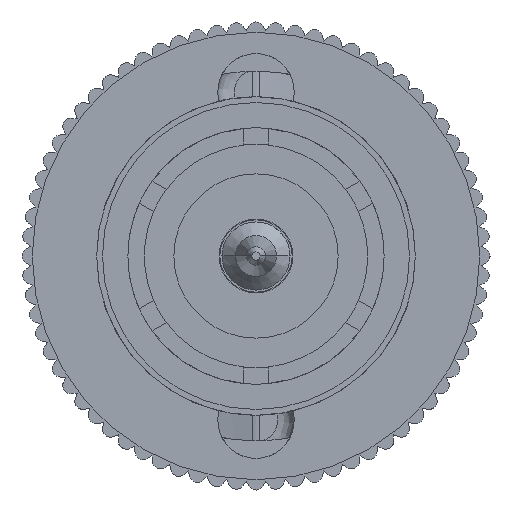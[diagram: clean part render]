
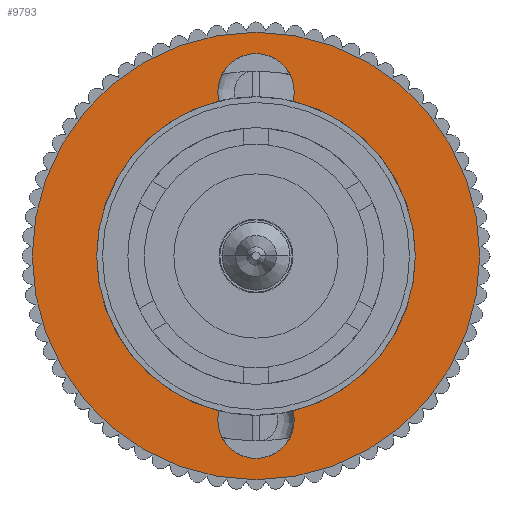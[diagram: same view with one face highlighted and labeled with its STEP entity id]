
A CAD part, front view. The second image highlights one B-rep face of the part: STEP entity #9793.
In plain terms, the highlighted face is planar.
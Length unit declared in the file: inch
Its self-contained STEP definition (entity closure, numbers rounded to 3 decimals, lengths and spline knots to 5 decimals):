
#4125 = CARTESIAN_POINT ( 'NONE',  ( -0.194, 0., 0. ) ) ;
#4155 = DIRECTION ( 'NONE',  ( 0., 0., 1. ) ) ;
#4156 = CARTESIAN_POINT ( 'NONE',  ( 0., 0., 0. ) ) ;
#4157 = AXIS2_PLACEMENT_3D ( 'NONE', #4156, #4155, #4206 ) ;
#4158 = CIRCLE ( 'NONE', #4157, 0.194 ) ;
#4165 = CARTESIAN_POINT ( 'NONE',  ( 0.194, 0., 0. ) ) ;
#4167 = CARTESIAN_POINT ( 'NONE',  ( 0.0451, -0.18868, 0. ) ) ;
#4206 = DIRECTION ( 'NONE',  ( 1., 0., 0. ) ) ;
#4234 = CARTESIAN_POINT ( 'NONE',  ( 0.0451, 0.18868, 0. ) ) ;
#4235 = DIRECTION ( 'NONE',  ( -1., 0., 0. ) ) ;
#4236 = DIRECTION ( 'NONE',  ( 0., 0., 1. ) ) ;
#4237 = CARTESIAN_POINT ( 'NONE',  ( 0., 0.2, 0. ) ) ;
#4238 = AXIS2_PLACEMENT_3D ( 'NONE', #4237, #4236, #4235 ) ;
#4239 = CIRCLE ( 'NONE', #4238, 0.0465 ) ;
#4240 = CARTESIAN_POINT ( 'NONE',  ( -0.0451, 0.18868, 0. ) ) ;
#4255 = CARTESIAN_POINT ( 'NONE',  ( -0.0465, 0.2, 0. ) ) ;
#4263 = CARTESIAN_POINT ( 'NONE',  ( -0.0451, -0.18868, 0. ) ) ;
#4307 = DIRECTION ( 'NONE',  ( 1., 0., 0. ) ) ;
#4308 = DIRECTION ( 'NONE',  ( 0., 0., 1. ) ) ;
#4309 = CARTESIAN_POINT ( 'NONE',  ( 0., 0., 0. ) ) ;
#4310 = AXIS2_PLACEMENT_3D ( 'NONE', #4309, #4308, #4307 ) ;
#4311 = CIRCLE ( 'NONE', #4310, 0.194 ) ;
#4315 = DIRECTION ( 'NONE',  ( 1., 0., 0. ) ) ;
#4316 = DIRECTION ( 'NONE',  ( 0., 0., 1. ) ) ;
#4317 = CARTESIAN_POINT ( 'NONE',  ( 0., 0., 0. ) ) ;
#4318 = AXIS2_PLACEMENT_3D ( 'NONE', #4317, #4316, #4315 ) ;
#4319 = CIRCLE ( 'NONE', #4318, 0.194 ) ;
#4327 = CARTESIAN_POINT ( 'NONE',  ( 0.0465, 0.2, 0. ) ) ;
#4338 = DIRECTION ( 'NONE',  ( -1., 0., 0. ) ) ;
#4339 = DIRECTION ( 'NONE',  ( 0., 0., 1. ) ) ;
#4340 = AXIS2_PLACEMENT_3D ( 'NONE', #4346, #4339, #4338 ) ;
#4341 = CIRCLE ( 'NONE', #4340, 0.0465 ) ;
#4346 = CARTESIAN_POINT ( 'NONE',  ( 0., 0.2, 0. ) ) ;
#4356 = CARTESIAN_POINT ( 'NONE',  ( -0.0465, -0.2, 0. ) ) ;
#4357 = DIRECTION ( 'NONE',  ( 1., 0., 0. ) ) ;
#4358 = DIRECTION ( 'NONE',  ( 0., 0., 1. ) ) ;
#4359 = CARTESIAN_POINT ( 'NONE',  ( 0., -0.2, 0. ) ) ;
#4360 = AXIS2_PLACEMENT_3D ( 'NONE', #4359, #4358, #4357 ) ;
#4361 = CIRCLE ( 'NONE', #4360, 0.0465 ) ;
#4385 = CARTESIAN_POINT ( 'NONE',  ( 0.0465, -0.2, 0. ) ) ;
#4491 = DIRECTION ( 'NONE',  ( 1., 0., 0. ) ) ;
#4492 = DIRECTION ( 'NONE',  ( 0., 0., 1. ) ) ;
#4493 = CARTESIAN_POINT ( 'NONE',  ( 0., -0.2, 0. ) ) ;
#4494 = AXIS2_PLACEMENT_3D ( 'NONE', #4493, #4492, #4491 ) ;
#4495 = CIRCLE ( 'NONE', #4494, 0.0465 ) ;
#5040 = DIRECTION ( 'NONE',  ( -1., 0., 0. ) ) ;
#5041 = DIRECTION ( 'NONE',  ( 0., 0., 1. ) ) ;
#5042 = CARTESIAN_POINT ( 'NONE',  ( 0., 0.2, 0. ) ) ;
#5043 = AXIS2_PLACEMENT_3D ( 'NONE', #5042, #5041, #5040 ) ;
#5044 = CIRCLE ( 'NONE', #5043, 0.0465 ) ;
#5045 = DIRECTION ( 'NONE',  ( 1., 0., 0. ) ) ;
#5046 = DIRECTION ( 'NONE',  ( 0., 0., 1. ) ) ;
#5047 = CARTESIAN_POINT ( 'NONE',  ( 0.2725, 0., 0. ) ) ;
#5048 = AXIS2_PLACEMENT_3D ( 'NONE', #5047, #5046, #5045 ) ;
#5049 = PLANE ( 'NONE',  #5048 ) ;
#5050 = FACE_OUTER_BOUND ( 'NONE', #9951, .T. ) ;
#5051 = FACE_BOUND ( 'NONE', #9794, .T. ) ;
#5183 = DIRECTION ( 'NONE',  ( 1., 0., 0. ) ) ;
#5184 = DIRECTION ( 'NONE',  ( 0., 0., 1. ) ) ;
#5185 = CARTESIAN_POINT ( 'NONE',  ( 0., 0., 0. ) ) ;
#5186 = AXIS2_PLACEMENT_3D ( 'NONE', #5185, #5184, #5183 ) ;
#5187 = CIRCLE ( 'NONE', #5186, 0.194 ) ;
#5205 = DIRECTION ( 'NONE',  ( 1., 0., 0. ) ) ;
#5206 = DIRECTION ( 'NONE',  ( 0., 0., 1. ) ) ;
#5207 = CARTESIAN_POINT ( 'NONE',  ( 0., 0., 0. ) ) ;
#5208 = AXIS2_PLACEMENT_3D ( 'NONE', #5207, #5206, #5205 ) ;
#5209 = CIRCLE ( 'NONE', #5208, 0.2725 ) ;
#5311 = DIRECTION ( 'NONE',  ( 1., 0., 0. ) ) ;
#5312 = DIRECTION ( 'NONE',  ( 0., 0., 1. ) ) ;
#5313 = CARTESIAN_POINT ( 'NONE',  ( 0., -0.2, 0. ) ) ;
#5314 = AXIS2_PLACEMENT_3D ( 'NONE', #5313, #5312, #5311 ) ;
#5315 = CIRCLE ( 'NONE', #5314, 0.0465 ) ;
#7334 = DIRECTION ( 'NONE',  ( 1., 0., 0. ) ) ;
#7335 = DIRECTION ( 'NONE',  ( 0., 0., 1. ) ) ;
#7336 = AXIS2_PLACEMENT_3D ( 'NONE', #7342, #7335, #7334 ) ;
#7337 = CIRCLE ( 'NONE', #7336, 0.2725 ) ;
#7342 = CARTESIAN_POINT ( 'NONE',  ( 0., 0., 0. ) ) ;
#7357 = CARTESIAN_POINT ( 'NONE',  ( -0.2725, 0., 0. ) ) ;
#7362 = CARTESIAN_POINT ( 'NONE',  ( 0.2725, 0., 0. ) ) ;
#9326 = VERTEX_POINT ( 'NONE', #4125 ) ;
#9333 = VERTEX_POINT ( 'NONE', #4167 ) ;
#9337 = VERTEX_POINT ( 'NONE', #4165 ) ;
#9338 = EDGE_CURVE ( 'NONE', #9333, #9337, #4158, .T. ) ;
#9369 = VERTEX_POINT ( 'NONE', #4255 ) ;
#9379 = VERTEX_POINT ( 'NONE', #4240 ) ;
#9380 = EDGE_CURVE ( 'NONE', #9369, #9379, #4239, .T. ) ;
#9381 = VERTEX_POINT ( 'NONE', #4234 ) ;
#9397 = VERTEX_POINT ( 'NONE', #4263 ) ;
#9399 = EDGE_CURVE ( 'NONE', #9326, #9397, #4319, .T. ) ;
#9404 = EDGE_CURVE ( 'NONE', #9337, #9381, #4311, .T. ) ;
#9413 = EDGE_CURVE ( 'NONE', #9422, #9369, #4341, .T. ) ;
#9422 = VERTEX_POINT ( 'NONE', #4327 ) ;
#9437 = EDGE_CURVE ( 'NONE', #9438, #9448, #4361, .T. ) ;
#9438 = VERTEX_POINT ( 'NONE', #4356 ) ;
#9448 = VERTEX_POINT ( 'NONE', #4385 ) ;
#9484 = EDGE_CURVE ( 'NONE', #9448, #9333, #4495, .T. ) ;
#9777 = ORIENTED_EDGE ( 'NONE', *, *, #9936, .F. ) ;
#9793 = ADVANCED_FACE ( 'NONE', ( #5051, #5050 ), #5049, .T. ) ;
#9794 = EDGE_LOOP ( 'NONE', ( #9853, #9855, #9795, #9796, #9798, #9908, #9909, #9910, #9777, #9952 ) ) ;
#9795 = ORIENTED_EDGE ( 'NONE', *, *, #9413, .F. ) ;
#9796 = ORIENTED_EDGE ( 'NONE', *, *, #9797, .F. ) ;
#9797 = EDGE_CURVE ( 'NONE', #9381, #9422, #5044, .T. ) ;
#9798 = ORIENTED_EDGE ( 'NONE', *, *, #9404, .F. ) ;
#9853 = ORIENTED_EDGE ( 'NONE', *, *, #9854, .F. ) ;
#9854 = EDGE_CURVE ( 'NONE', #9379, #9326, #5187, .T. ) ;
#9855 = ORIENTED_EDGE ( 'NONE', *, *, #9380, .F. ) ;
#9878 = ORIENTED_EDGE ( 'NONE', *, *, #9879, .T. ) ;
#9879 = EDGE_CURVE ( 'NONE', #14081, #14078, #5209, .T. ) ;
#9908 = ORIENTED_EDGE ( 'NONE', *, *, #9338, .F. ) ;
#9909 = ORIENTED_EDGE ( 'NONE', *, *, #9484, .F. ) ;
#9910 = ORIENTED_EDGE ( 'NONE', *, *, #9437, .F. ) ;
#9936 = EDGE_CURVE ( 'NONE', #9397, #9438, #5315, .T. ) ;
#9950 = ORIENTED_EDGE ( 'NONE', *, *, #14089, .T. ) ;
#9951 = EDGE_LOOP ( 'NONE', ( #9950, #9878 ) ) ;
#9952 = ORIENTED_EDGE ( 'NONE', *, *, #9399, .F. ) ;
#14078 = VERTEX_POINT ( 'NONE', #7362 ) ;
#14081 = VERTEX_POINT ( 'NONE', #7357 ) ;
#14089 = EDGE_CURVE ( 'NONE', #14078, #14081, #7337, .T. ) ;
